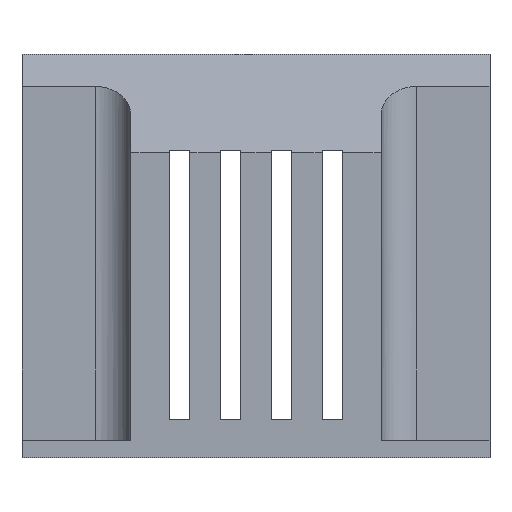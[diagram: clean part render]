
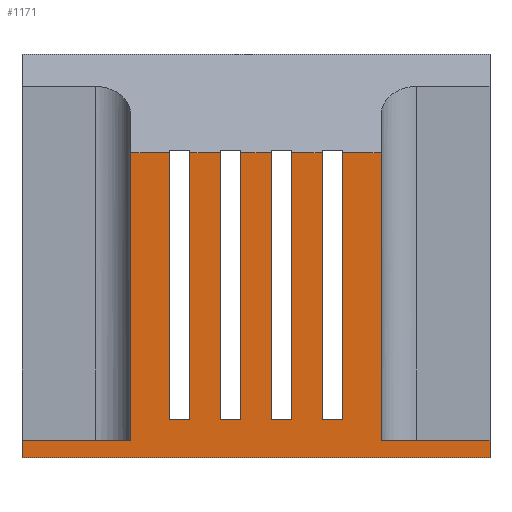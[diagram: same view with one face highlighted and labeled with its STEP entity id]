
A CAD part, front view. The second image highlights one B-rep face of the part: STEP entity #1171.
In plain terms, the highlighted planar face has unit normal (0, -1, 0).
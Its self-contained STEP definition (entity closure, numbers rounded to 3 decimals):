
#45=PLANE('',#1243);
#90=FACE_OUTER_BOUND('',#142,.T.);
#142=EDGE_LOOP('',(#936,#937,#938,#939,#940,#941,#942,#943,#944,#945,#946,
#947,#948,#949,#950,#951,#952,#953,#954,#955,#956,#957,#958,#959));
#216=LINE('',#1650,#372);
#225=LINE('',#1667,#381);
#229=LINE('',#1674,#385);
#232=LINE('',#1682,#388);
#241=LINE('',#1699,#397);
#245=LINE('',#1706,#401);
#248=LINE('',#1714,#404);
#257=LINE('',#1731,#413);
#261=LINE('',#1738,#417);
#264=LINE('',#1746,#420);
#273=LINE('',#1763,#429);
#277=LINE('',#1770,#433);
#287=LINE('',#1790,#443);
#288=LINE('',#1792,#444);
#289=LINE('',#1794,#445);
#290=LINE('',#1796,#446);
#291=LINE('',#1798,#447);
#292=LINE('',#1800,#448);
#293=LINE('',#1802,#449);
#294=LINE('',#1804,#450);
#295=LINE('',#1806,#451);
#296=LINE('',#1807,#452);
#297=LINE('',#1808,#453);
#298=LINE('',#1809,#454);
#372=VECTOR('',#1337,10.);
#381=VECTOR('',#1350,10.);
#385=VECTOR('',#1356,10.);
#388=VECTOR('',#1361,10.);
#397=VECTOR('',#1374,10.);
#401=VECTOR('',#1380,10.);
#404=VECTOR('',#1385,10.);
#413=VECTOR('',#1398,10.);
#417=VECTOR('',#1404,10.);
#420=VECTOR('',#1409,10.);
#429=VECTOR('',#1422,10.);
#433=VECTOR('',#1428,10.);
#443=VECTOR('',#1446,10.);
#444=VECTOR('',#1447,10.);
#445=VECTOR('',#1448,10.);
#446=VECTOR('',#1449,10.);
#447=VECTOR('',#1450,10.);
#448=VECTOR('',#1451,10.);
#449=VECTOR('',#1452,10.);
#450=VECTOR('',#1453,10.);
#451=VECTOR('',#1454,10.);
#452=VECTOR('',#1455,10.);
#453=VECTOR('',#1456,10.);
#454=VECTOR('',#1457,10.);
#526=VERTEX_POINT('',#1647);
#527=VERTEX_POINT('',#1649);
#533=VERTEX_POINT('',#1665);
#535=VERTEX_POINT('',#1672);
#538=VERTEX_POINT('',#1679);
#539=VERTEX_POINT('',#1681);
#545=VERTEX_POINT('',#1697);
#547=VERTEX_POINT('',#1704);
#550=VERTEX_POINT('',#1711);
#551=VERTEX_POINT('',#1713);
#557=VERTEX_POINT('',#1729);
#559=VERTEX_POINT('',#1736);
#562=VERTEX_POINT('',#1743);
#563=VERTEX_POINT('',#1745);
#569=VERTEX_POINT('',#1761);
#571=VERTEX_POINT('',#1768);
#578=VERTEX_POINT('',#1791);
#579=VERTEX_POINT('',#1793);
#580=VERTEX_POINT('',#1795);
#581=VERTEX_POINT('',#1797);
#582=VERTEX_POINT('',#1799);
#583=VERTEX_POINT('',#1801);
#584=VERTEX_POINT('',#1803);
#585=VERTEX_POINT('',#1805);
#648=EDGE_CURVE('',#527,#526,#216,.T.);
#657=EDGE_CURVE('',#526,#533,#225,.T.);
#661=EDGE_CURVE('',#533,#535,#229,.T.);
#664=EDGE_CURVE('',#539,#538,#232,.T.);
#673=EDGE_CURVE('',#538,#545,#241,.T.);
#677=EDGE_CURVE('',#545,#547,#245,.T.);
#680=EDGE_CURVE('',#551,#550,#248,.T.);
#689=EDGE_CURVE('',#550,#557,#257,.T.);
#693=EDGE_CURVE('',#557,#559,#261,.T.);
#696=EDGE_CURVE('',#563,#562,#264,.T.);
#705=EDGE_CURVE('',#562,#569,#273,.T.);
#709=EDGE_CURVE('',#569,#571,#277,.T.);
#721=EDGE_CURVE('',#551,#535,#287,.T.);
#722=EDGE_CURVE('',#578,#559,#288,.T.);
#723=EDGE_CURVE('',#579,#578,#289,.T.);
#724=EDGE_CURVE('',#580,#579,#290,.T.);
#725=EDGE_CURVE('',#581,#580,#291,.T.);
#726=EDGE_CURVE('',#582,#581,#292,.T.);
#727=EDGE_CURVE('',#582,#583,#293,.T.);
#728=EDGE_CURVE('',#584,#583,#294,.T.);
#729=EDGE_CURVE('',#584,#585,#295,.T.);
#730=EDGE_CURVE('',#563,#585,#296,.T.);
#731=EDGE_CURVE('',#539,#571,#297,.T.);
#732=EDGE_CURVE('',#527,#547,#298,.T.);
#936=ORIENTED_EDGE('',*,*,#648,.T.);
#937=ORIENTED_EDGE('',*,*,#657,.T.);
#938=ORIENTED_EDGE('',*,*,#661,.T.);
#939=ORIENTED_EDGE('',*,*,#721,.F.);
#940=ORIENTED_EDGE('',*,*,#680,.T.);
#941=ORIENTED_EDGE('',*,*,#689,.T.);
#942=ORIENTED_EDGE('',*,*,#693,.T.);
#943=ORIENTED_EDGE('',*,*,#722,.F.);
#944=ORIENTED_EDGE('',*,*,#723,.F.);
#945=ORIENTED_EDGE('',*,*,#724,.F.);
#946=ORIENTED_EDGE('',*,*,#725,.F.);
#947=ORIENTED_EDGE('',*,*,#726,.F.);
#948=ORIENTED_EDGE('',*,*,#727,.T.);
#949=ORIENTED_EDGE('',*,*,#728,.F.);
#950=ORIENTED_EDGE('',*,*,#729,.T.);
#951=ORIENTED_EDGE('',*,*,#730,.F.);
#952=ORIENTED_EDGE('',*,*,#696,.T.);
#953=ORIENTED_EDGE('',*,*,#705,.T.);
#954=ORIENTED_EDGE('',*,*,#709,.T.);
#955=ORIENTED_EDGE('',*,*,#731,.F.);
#956=ORIENTED_EDGE('',*,*,#664,.T.);
#957=ORIENTED_EDGE('',*,*,#673,.T.);
#958=ORIENTED_EDGE('',*,*,#677,.T.);
#959=ORIENTED_EDGE('',*,*,#732,.F.);
#1171=ADVANCED_FACE('',(#90),#45,.T.);
#1243=AXIS2_PLACEMENT_3D('',#1789,#1444,#1445);
#1337=DIRECTION('',(0.,0.,-1.));
#1350=DIRECTION('',(-1.,0.,0.));
#1356=DIRECTION('',(0.,0.,1.));
#1361=DIRECTION('',(0.,0.,-1.));
#1374=DIRECTION('',(-1.,0.,0.));
#1380=DIRECTION('',(0.,0.,1.));
#1385=DIRECTION('',(0.,0.,-1.));
#1398=DIRECTION('',(-1.,0.,0.));
#1404=DIRECTION('',(0.,0.,1.));
#1409=DIRECTION('',(0.,0.,-1.));
#1422=DIRECTION('',(-1.,0.,0.));
#1428=DIRECTION('',(0.,0.,1.));
#1444=DIRECTION('center_axis',(0.,-1.,0.));
#1445=DIRECTION('ref_axis',(1.,0.,0.));
#1446=DIRECTION('',(1.,0.,0.));
#1447=DIRECTION('',(1.,0.,0.));
#1448=DIRECTION('',(0.,0.,1.));
#1449=DIRECTION('',(1.,0.,0.));
#1450=DIRECTION('',(0.,0.,1.));
#1451=DIRECTION('',(-1.,0.,0.));
#1452=DIRECTION('',(0.,0.,1.));
#1453=DIRECTION('',(1.,0.,0.));
#1454=DIRECTION('',(0.,0.,1.));
#1455=DIRECTION('',(1.,0.,0.));
#1456=DIRECTION('',(1.,0.,0.));
#1457=DIRECTION('',(1.,0.,0.));
#1647=CARTESIAN_POINT('',(-1.5,-17.,3.75));
#1649=CARTESIAN_POINT('',(-1.5,-17.,30.));
#1650=CARTESIAN_POINT('',(-1.5,-17.,1.875));
#1665=CARTESIAN_POINT('',(-3.5,-17.,3.75));
#1667=CARTESIAN_POINT('',(-7.9,-17.,3.75));
#1672=CARTESIAN_POINT('',(-3.5,-17.,30.));
#1674=CARTESIAN_POINT('',(-3.5,-17.,15.125));
#1679=CARTESIAN_POINT('',(3.5,-17.,3.75));
#1681=CARTESIAN_POINT('',(3.5,-17.,30.));
#1682=CARTESIAN_POINT('',(3.5,-17.,1.875));
#1697=CARTESIAN_POINT('',(1.5,-17.,3.75));
#1699=CARTESIAN_POINT('',(-5.4,-17.,3.75));
#1704=CARTESIAN_POINT('',(1.5,-17.,30.));
#1706=CARTESIAN_POINT('',(1.5,-17.,15.125));
#1711=CARTESIAN_POINT('',(-6.5,-17.,3.75));
#1713=CARTESIAN_POINT('',(-6.5,-17.,30.));
#1714=CARTESIAN_POINT('',(-6.5,-17.,1.875));
#1729=CARTESIAN_POINT('',(-8.5,-17.,3.75));
#1731=CARTESIAN_POINT('',(-10.4,-17.,3.75));
#1736=CARTESIAN_POINT('',(-8.5,-17.,30.));
#1738=CARTESIAN_POINT('',(-8.5,-17.,15.125));
#1743=CARTESIAN_POINT('',(8.5,-17.,3.75));
#1745=CARTESIAN_POINT('',(8.5,-17.,30.));
#1746=CARTESIAN_POINT('',(8.5,-17.,1.875));
#1761=CARTESIAN_POINT('',(6.5,-17.,3.75));
#1763=CARTESIAN_POINT('',(-2.9,-17.,3.75));
#1768=CARTESIAN_POINT('',(6.5,-17.,30.));
#1770=CARTESIAN_POINT('',(6.5,-17.,15.125));
#1789=CARTESIAN_POINT('Origin',(-12.3,-17.,0.));
#1790=CARTESIAN_POINT('',(-6.15,-17.,30.));
#1791=CARTESIAN_POINT('',(-12.3,-17.,30.));
#1792=CARTESIAN_POINT('',(-6.15,-17.,30.));
#1793=CARTESIAN_POINT('',(-12.3,-17.,1.75));
#1794=CARTESIAN_POINT('',(-12.3,-17.,0.));
#1795=CARTESIAN_POINT('',(-23.,-17.,1.75));
#1796=CARTESIAN_POINT('',(-23.,-17.,1.75));
#1797=CARTESIAN_POINT('',(-23.,-17.,0.));
#1798=CARTESIAN_POINT('',(-23.,-17.,0.));
#1799=CARTESIAN_POINT('',(23.,-17.,0.));
#1800=CARTESIAN_POINT('',(23.,-17.,0.));
#1801=CARTESIAN_POINT('',(23.,-17.,1.75));
#1802=CARTESIAN_POINT('',(23.,-17.,0.));
#1803=CARTESIAN_POINT('',(12.3,-17.,1.75));
#1804=CARTESIAN_POINT('',(23.,-17.,1.75));
#1805=CARTESIAN_POINT('',(12.3,-17.,30.));
#1806=CARTESIAN_POINT('',(12.3,-17.,0.));
#1807=CARTESIAN_POINT('',(-6.15,-17.,30.));
#1808=CARTESIAN_POINT('',(-6.15,-17.,30.));
#1809=CARTESIAN_POINT('',(-6.15,-17.,30.));
